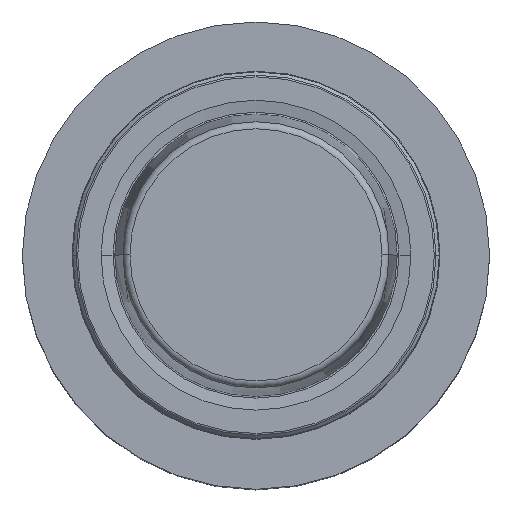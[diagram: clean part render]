
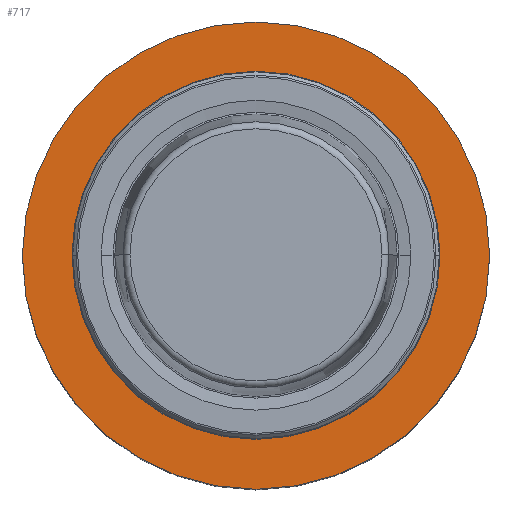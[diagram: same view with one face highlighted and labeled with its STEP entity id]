
A CAD part, top view. The second image highlights one B-rep face of the part: STEP entity #717.
In plain terms, the highlighted planar face has unit normal (0, 0, 1).
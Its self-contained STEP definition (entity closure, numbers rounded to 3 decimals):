
#1 = FACE_BOUND ( 'NONE', #151, .T. ) ;
#25 = EDGE_CURVE ( 'NONE', #752, #33, #588, .T. ) ;
#33 = VERTEX_POINT ( 'NONE', #864 ) ;
#44 = AXIS2_PLACEMENT_3D ( 'NONE', #1097, #1319, #945 ) ;
#101 = EDGE_LOOP ( 'NONE', ( #472, #768 ) ) ;
#151 = EDGE_LOOP ( 'NONE', ( #1047, #484 ) ) ;
#176 = CARTESIAN_POINT ( 'NONE',  ( 24.75, 0., -45.383 ) ) ;
#302 = CARTESIAN_POINT ( 'NONE',  ( -40., 0., -45.383 ) ) ;
#318 = DIRECTION ( 'NONE',  ( 1., 0., 0. ) ) ;
#391 = CARTESIAN_POINT ( 'NONE',  ( 40., 0., -45.383 ) ) ;
#400 = DIRECTION ( 'NONE',  ( 0., 0., 1. ) ) ;
#452 = DIRECTION ( 'NONE',  ( 0., 0., 1. ) ) ;
#472 = ORIENTED_EDGE ( 'NONE', *, *, #822, .T. ) ;
#484 = ORIENTED_EDGE ( 'NONE', *, *, #549, .F. ) ;
#524 = CARTESIAN_POINT ( 'NONE',  ( 0., 0., -45.383 ) ) ;
#526 = DIRECTION ( 'NONE',  ( 0., 0., 1. ) ) ;
#549 = EDGE_CURVE ( 'NONE', #33, #752, #663, .T. ) ;
#588 = CIRCLE ( 'NONE', #1021, 24.75 ) ;
#663 = CIRCLE ( 'NONE', #1138, 24.75 ) ;
#717 = ADVANCED_FACE ( 'NONE', ( #1, #797 ), #817, .F. ) ;
#747 = DIRECTION ( 'NONE',  ( 0., 0., -1. ) ) ;
#752 = VERTEX_POINT ( 'NONE', #176 ) ;
#768 = ORIENTED_EDGE ( 'NONE', *, *, #1185, .T. ) ;
#796 = CIRCLE ( 'NONE', #1069, 40. ) ;
#797 = FACE_OUTER_BOUND ( 'NONE', #101, .T. ) ;
#808 = DIRECTION ( 'NONE',  ( -1., 0., 0. ) ) ;
#817 = PLANE ( 'NONE',  #885 ) ;
#822 = EDGE_CURVE ( 'NONE', #871, #1228, #796, .T. ) ;
#864 = CARTESIAN_POINT ( 'NONE',  ( -24.75, 0., -45.383 ) ) ;
#871 = VERTEX_POINT ( 'NONE', #391 ) ;
#885 = AXIS2_PLACEMENT_3D ( 'NONE', #1327, #747, #808 ) ;
#945 = DIRECTION ( 'NONE',  ( 1., 0., 0. ) ) ;
#1021 = AXIS2_PLACEMENT_3D ( 'NONE', #1176, #452, #1287 ) ;
#1038 = DIRECTION ( 'NONE',  ( 1., 0., 0. ) ) ;
#1047 = ORIENTED_EDGE ( 'NONE', *, *, #25, .F. ) ;
#1057 = CIRCLE ( 'NONE', #44, 40. ) ;
#1069 = AXIS2_PLACEMENT_3D ( 'NONE', #1263, #526, #318 ) ;
#1097 = CARTESIAN_POINT ( 'NONE',  ( 0., 0., -45.383 ) ) ;
#1138 = AXIS2_PLACEMENT_3D ( 'NONE', #524, #400, #1038 ) ;
#1176 = CARTESIAN_POINT ( 'NONE',  ( 0., 0., -45.383 ) ) ;
#1185 = EDGE_CURVE ( 'NONE', #1228, #871, #1057, .T. ) ;
#1228 = VERTEX_POINT ( 'NONE', #302 ) ;
#1263 = CARTESIAN_POINT ( 'NONE',  ( 0., 0., -45.383 ) ) ;
#1287 = DIRECTION ( 'NONE',  ( 1., 0., 0. ) ) ;
#1319 = DIRECTION ( 'NONE',  ( 0., 0., 1. ) ) ;
#1327 = CARTESIAN_POINT ( 'NONE',  ( 0., 24.75, -45.383 ) ) ;
